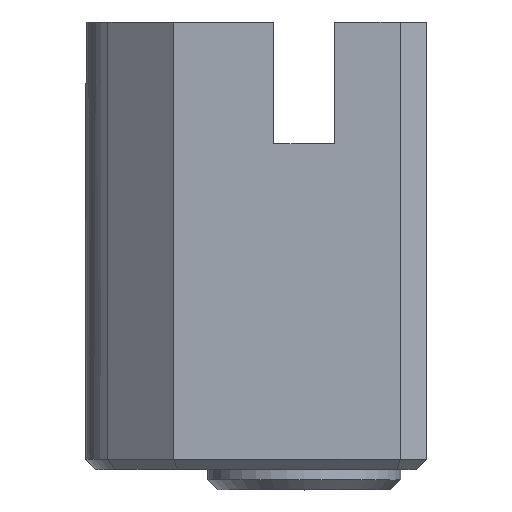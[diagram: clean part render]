
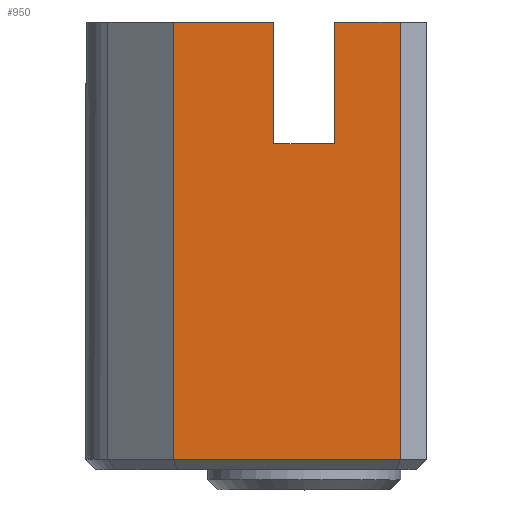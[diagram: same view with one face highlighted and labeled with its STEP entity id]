
A CAD part, top view. The second image highlights one B-rep face of the part: STEP entity #950.
In plain terms, the highlighted planar face has unit normal (0, 0, 1).
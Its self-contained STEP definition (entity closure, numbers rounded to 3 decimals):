
#73=FACE_OUTER_BOUND('',#126,.T.);
#126=EDGE_LOOP('',(#752,#753,#754,#755,#756,#757,#758,#759));
#171=LINE('',#1377,#287);
#184=LINE('',#1403,#300);
#193=LINE('',#1428,#309);
#236=LINE('',#1526,#352);
#237=LINE('',#1528,#353);
#238=LINE('',#1530,#354);
#239=LINE('',#1531,#355);
#240=LINE('',#1532,#356);
#287=VECTOR('',#1104,10.);
#300=VECTOR('',#1125,10.);
#309=VECTOR('',#1146,10.);
#352=VECTOR('',#1231,10.);
#353=VECTOR('',#1232,10.);
#354=VECTOR('',#1233,10.);
#355=VECTOR('',#1234,10.);
#356=VECTOR('',#1235,10.);
#401=VERTEX_POINT('',#1374);
#402=VERTEX_POINT('',#1376);
#408=VERTEX_POINT('',#1393);
#411=VERTEX_POINT('',#1401);
#421=VERTEX_POINT('',#1427);
#455=VERTEX_POINT('',#1525);
#456=VERTEX_POINT('',#1527);
#457=VERTEX_POINT('',#1529);
#492=EDGE_CURVE('',#401,#402,#171,.T.);
#505=EDGE_CURVE('',#411,#408,#184,.T.);
#517=EDGE_CURVE('',#408,#421,#193,.T.);
#567=EDGE_CURVE('',#455,#411,#236,.T.);
#568=EDGE_CURVE('',#455,#456,#237,.T.);
#569=EDGE_CURVE('',#456,#457,#238,.T.);
#570=EDGE_CURVE('',#457,#402,#239,.T.);
#571=EDGE_CURVE('',#421,#401,#240,.T.);
#752=ORIENTED_EDGE('',*,*,#517,.F.);
#753=ORIENTED_EDGE('',*,*,#505,.F.);
#754=ORIENTED_EDGE('',*,*,#567,.F.);
#755=ORIENTED_EDGE('',*,*,#568,.T.);
#756=ORIENTED_EDGE('',*,*,#569,.T.);
#757=ORIENTED_EDGE('',*,*,#570,.T.);
#758=ORIENTED_EDGE('',*,*,#492,.F.);
#759=ORIENTED_EDGE('',*,*,#571,.F.);
#903=PLANE('',#1029);
#950=ADVANCED_FACE('',(#73),#903,.T.);
#1029=AXIS2_PLACEMENT_3D('',#1524,#1229,#1230);
#1104=DIRECTION('',(1.,0.,0.));
#1125=DIRECTION('',(0.,-1.,0.));
#1146=DIRECTION('',(-1.,0.,0.));
#1229=DIRECTION('center_axis',(0.,0.,
1.));
#1230=DIRECTION('ref_axis',(1.,0.,0.));
#1231=DIRECTION('',(1.,0.,0.));
#1232=DIRECTION('',(0.,-1.,0.));
#1233=DIRECTION('',(-1.,0.,0.));
#1234=DIRECTION('',(0.,1.,0.));
#1235=DIRECTION('',(0.,1.,0.));
#1374=CARTESIAN_POINT('',(-6.422,26.4,5.3));
#1376=CARTESIAN_POINT('',(-1.5,26.4,5.3));
#1377=CARTESIAN_POINT('',(2.973,26.4,5.3));
#1393=CARTESIAN_POINT('',(4.717,4.9,5.3));
#1401=CARTESIAN_POINT('',(4.717,26.4,5.3));
#1403=CARTESIAN_POINT('',(4.717,5.4,5.3));
#1427=CARTESIAN_POINT('',(-6.422,4.9,5.3));
#1428=CARTESIAN_POINT('',(-1.86,4.9,5.3));
#1524=CARTESIAN_POINT('Origin',(-6.422,5.4,5.3));
#1525=CARTESIAN_POINT('',(1.5,26.4,5.3));
#1526=CARTESIAN_POINT('',(2.973,26.4,5.3));
#1527=CARTESIAN_POINT('',(1.5,20.4,5.3));
#1528=CARTESIAN_POINT('',(1.5,15.9,5.3));
#1529=CARTESIAN_POINT('',(-1.5,20.4,5.3));
#1530=CARTESIAN_POINT('',(-3.211,20.4,5.3));
#1531=CARTESIAN_POINT('',(-1.5,15.9,5.3));
#1532=CARTESIAN_POINT('',(-6.422,5.4,5.3));
